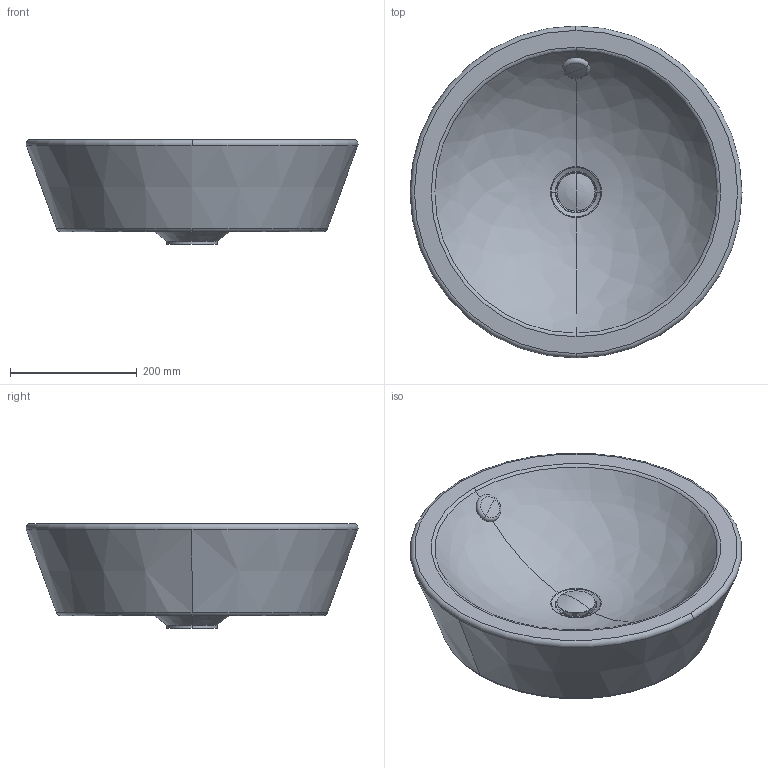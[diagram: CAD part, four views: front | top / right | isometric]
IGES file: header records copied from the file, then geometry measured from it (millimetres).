
Global section: file name: No Iges File Name specified; native system: AutoDesk Inventor R11.0; preprocessor: AutoDesk Inventor Iges Exporter R11.0; author: No Author specified; organization: No Organization specified; date: 20080723.161338; units: millimetre
Bounding box: 524.01 x 524.01 x 165 mm (x, y, z)
Volume: 16371681.3 mm3; surface area: 659549.3 mm2
Topology: 4 solids, 4 shells, 87 faces, 224 edges, 146 vertices
Faces by surface type: plane 20, torus 18, cylinder 16, revolution 16, bspline 11, cone 6
